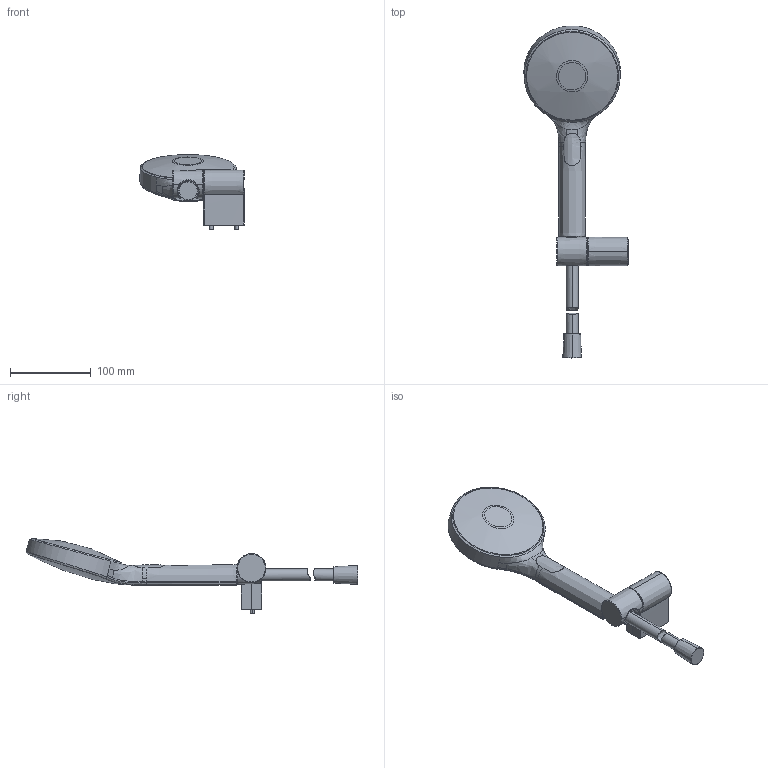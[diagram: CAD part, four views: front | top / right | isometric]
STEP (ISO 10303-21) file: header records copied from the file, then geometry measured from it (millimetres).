
FILE_DESCRIPTION (( 'STEP AP203' ), '1' );
FILE_NAME ('427(2017)+84380133.STEP', '2019-06-12T07:48:11', ( '' ), ( '' ), 'SwSTEP 2.0', 'SolidWorks 2016', '' );
FILE_SCHEMA (( 'CONFIG_CONTROL_DESIGN' ));
Length unit declared in the file: millimetre
Products named in the file (1): 427(2017)+84380133
Bounding box: 129.44 x 411.5 x 92.65 mm (x, y, z)
Volume: 587953.5 mm3; surface area: 73130.2 mm2
Topology: 4 solids, 4 shells, 112 faces, 260 edges, 164 vertices
Faces by surface type: bspline 46, cylinder 19, cone 14, torus 14, plane 13, sphere 6
Entity records: 13409 total; most frequent: CARTESIAN_POINT 11171, ORIENTED_EDGE 516, DIRECTION 335, EDGE_CURVE 258, VERTEX_POINT 164, AXIS2_PLACEMENT_3D 150, B_SPLINE_CURVE_WITH_KNOTS 132, EDGE_LOOP 122
